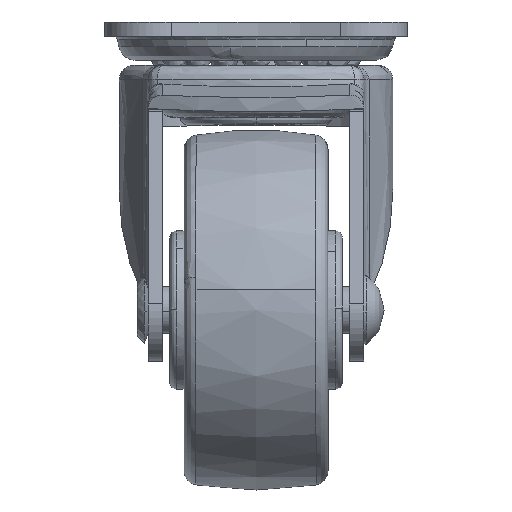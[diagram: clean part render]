
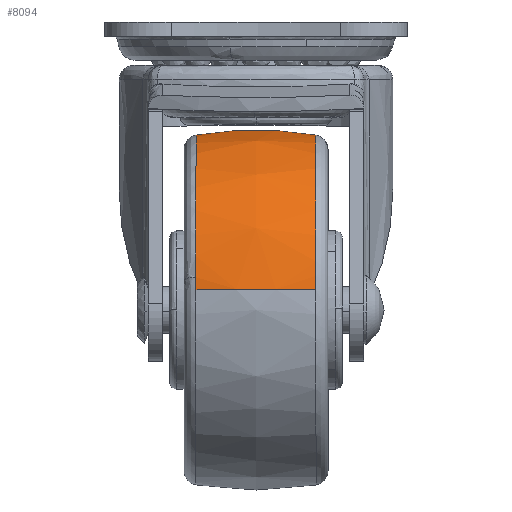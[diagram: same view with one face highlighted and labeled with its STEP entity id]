
A CAD part, left-side view. The second image highlights one B-rep face of the part: STEP entity #8094.
In plain terms, the highlighted free-form (B-spline) face has degree [2, 2] with [5, 5] control points.
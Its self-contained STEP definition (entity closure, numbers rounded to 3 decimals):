
#7668=CARTESIAN_POINT('',(0.0,-8.333,24.301));
#7669=VERTEX_POINT('',#7668);
#7683=CARTESIAN_POINT('',(-24.138,-8.333,2.806));
#7684=VERTEX_POINT('',#7683);
#7685=CARTESIAN_POINT('',(0.0,-8.333,24.301));
#7686=CARTESIAN_POINT('',(-21.64,-8.333,24.301));
#7687=CARTESIAN_POINT('',(-24.138,-8.333,2.806));
#7695=(BOUNDED_CURVE()B_SPLINE_CURVE(2,(#7685,#7686,#7687),.UNSPECIFIED.,.F.,.U.)B_SPLINE_CURVE_WITH_KNOTS((3,3),(0.5,0.73),.UNSPECIFIED.)CURVE()GEOMETRIC_REPRESENTATION_ITEM()RATIONAL_B_SPLINE_CURVE((1.0,0.731,0.957))REPRESENTATION_ITEM(''));
#7696=EDGE_CURVE('',#7669,#7684,#7695,.T.);
#7763=CARTESIAN_POINT('',(0.0,8.333,24.301));
#7764=VERTEX_POINT('',#7763);
#7827=CARTESIAN_POINT('',(-23.87,8.333,4.553));
#7828=VERTEX_POINT('',#7827);
#7842=CARTESIAN_POINT('',(0.0,8.333,24.301));
#7843=CARTESIAN_POINT('',(-20.103,8.333,24.301));
#7844=CARTESIAN_POINT('',(-23.87,8.333,4.553));
#7852=(BOUNDED_CURVE()B_SPLINE_CURVE(2,(#7842,#7843,#7844),.UNSPECIFIED.,.F.,.U.)B_SPLINE_CURVE_WITH_KNOTS((3,3),(0.5,0.718),.UNSPECIFIED.)CURVE()GEOMETRIC_REPRESENTATION_ITEM()RATIONAL_B_SPLINE_CURVE((1.0,0.745,0.934))REPRESENTATION_ITEM(''));
#7853=EDGE_CURVE('',#7764,#7828,#7852,.T.);
#7896=CARTESIAN_POINT('',(-24.138,8.333,2.806));
#7897=VERTEX_POINT('',#7896);
#7913=CARTESIAN_POINT('',(-23.87,8.333,4.553));
#7914=CARTESIAN_POINT('',(-24.036,8.333,3.685));
#7915=CARTESIAN_POINT('',(-24.138,8.333,2.806));
#7923=(BOUNDED_CURVE()B_SPLINE_CURVE(2,(#7913,#7914,#7915),.UNSPECIFIED.,.F.,.U.)B_SPLINE_CURVE_WITH_KNOTS((3,3),(0.718,0.73),.UNSPECIFIED.)CURVE()GEOMETRIC_REPRESENTATION_ITEM()RATIONAL_B_SPLINE_CURVE((0.934,0.945,0.957))REPRESENTATION_ITEM(''));
#7924=EDGE_CURVE('',#7828,#7897,#7923,.T.);
#8015=CARTESIAN_POINT('',(-24.138,-8.333,2.806));
#8016=CARTESIAN_POINT('',(-24.833,-4.196,2.887));
#8017=CARTESIAN_POINT('',(-24.833,0.,2.887));
#8018=CARTESIAN_POINT('',(-24.833,4.196,2.887));
#8019=CARTESIAN_POINT('',(-24.138,8.333,2.806));
#8027=(BOUNDED_CURVE()B_SPLINE_CURVE(2,(#8015,#8016,#8017,#8018,#8019),.UNSPECIFIED.,.F.,.U.)B_SPLINE_CURVE_WITH_KNOTS((3,2,3),(0.418,0.5,0.582),.UNSPECIFIED.)CURVE()GEOMETRIC_REPRESENTATION_ITEM()RATIONAL_B_SPLINE_CURVE((0.922,0.936,0.957,0.936,0.922))REPRESENTATION_ITEM(''));
#8028=EDGE_CURVE('',#7684,#7897,#8027,.T.);
#8033=CARTESIAN_POINT('',(0.0,-8.333,24.301));
#8034=CARTESIAN_POINT('',(0.0,-4.196,25.));
#8035=CARTESIAN_POINT('',(0.0,0.0,25.0));
#8036=CARTESIAN_POINT('',(0.0,4.196,25.));
#8037=CARTESIAN_POINT('',(0.0,8.333,24.301));
#8045=(BOUNDED_CURVE()B_SPLINE_CURVE(2,(#8033,#8034,#8035,#8036,#8037),.UNSPECIFIED.,.F.,.U.)B_SPLINE_CURVE_WITH_KNOTS((3,2,3),(0.418,0.5,0.582),.UNSPECIFIED.)CURVE()GEOMETRIC_REPRESENTATION_ITEM()RATIONAL_B_SPLINE_CURVE((0.963,0.978,1.0,0.978,0.963))REPRESENTATION_ITEM(''));
#8046=EDGE_CURVE('',#7669,#7764,#8045,.T.);
#8054=CARTESIAN_POINT('',(0.157,-9.173,24.151));
#8055=CARTESIAN_POINT('',(0.162,-4.626,25.));
#8056=CARTESIAN_POINT('',(0.162,0.0,25.));
#8057=CARTESIAN_POINT('',(0.162,4.626,25.));
#8058=CARTESIAN_POINT('',(0.157,9.173,24.151));
#8059=CARTESIAN_POINT('',(0.078,-9.173,24.151));
#8060=CARTESIAN_POINT('',(0.081,-4.626,25.0));
#8061=CARTESIAN_POINT('',(0.081,0.0,25.));
#8062=CARTESIAN_POINT('',(0.081,4.626,25.));
#8063=CARTESIAN_POINT('',(0.078,9.173,24.151));
#8064=CARTESIAN_POINT('',(-21.507,-9.173,24.151));
#8065=CARTESIAN_POINT('',(-22.262,-4.626,25.));
#8066=CARTESIAN_POINT('',(-22.262,0.0,25.));
#8067=CARTESIAN_POINT('',(-22.262,4.626,25.0));
#8068=CARTESIAN_POINT('',(-21.507,9.173,24.151));
#8069=CARTESIAN_POINT('',(-23.999,-9.173,2.707));
#8070=CARTESIAN_POINT('',(-24.843,-4.626,2.802));
#8071=CARTESIAN_POINT('',(-24.843,0.0,2.802));
#8072=CARTESIAN_POINT('',(-24.843,4.626,2.802));
#8073=CARTESIAN_POINT('',(-23.999,9.173,2.707));
#8074=CARTESIAN_POINT('',(-24.009,-9.173,2.626));
#8075=CARTESIAN_POINT('',(-24.852,-4.626,2.718));
#8076=CARTESIAN_POINT('',(-24.852,0.0,2.718));
#8077=CARTESIAN_POINT('',(-24.852,4.626,2.718));
#8078=CARTESIAN_POINT('',(-24.009,9.173,2.626));
#8086=(BOUNDED_SURFACE()B_SPLINE_SURFACE(2,2,((#8054,#8059,#8064,#8069,#8074),(#8055,#8060,#8065,#8070,#8075),(#8056,#8061,#8066,#8071,#8076),(#8057,#8062,#8067,#8072,#8077),(#8058,#8063,#8068,#8073,#8078)),.UNSPECIFIED.,.F.,.F.,.U.)B_SPLINE_SURFACE_WITH_KNOTS((3,2,3),(3,1,1,3),(0.0,9.4,18.8),(0.0,0.19,38.256,38.447),.UNSPECIFIED.)GEOMETRIC_REPRESENTATION_ITEM()RATIONAL_B_SPLINE_SURFACE(((0.963,0.962,0.702,0.92,0.921),(0.978,0.977,0.713,0.935,0.936),(1.003,1.001,0.731,0.958,0.959),(0.978,0.977,0.713,0.935,0.936),(0.963,0.962,0.702,0.92,0.921)))REPRESENTATION_ITEM('')SURFACE());
#8087=ORIENTED_EDGE('',*,*,#7696,.F.);
#8088=ORIENTED_EDGE('',*,*,#8046,.T.);
#8089=ORIENTED_EDGE('',*,*,#7853,.T.);
#8090=ORIENTED_EDGE('',*,*,#7924,.T.);
#8091=ORIENTED_EDGE('',*,*,#8028,.F.);
#8092=EDGE_LOOP('',(#8087,#8088,#8089,#8090,#8091));
#8093=FACE_OUTER_BOUND('',#8092,.T.);
#8094=ADVANCED_FACE('',(#8093),#8086,.T.);
